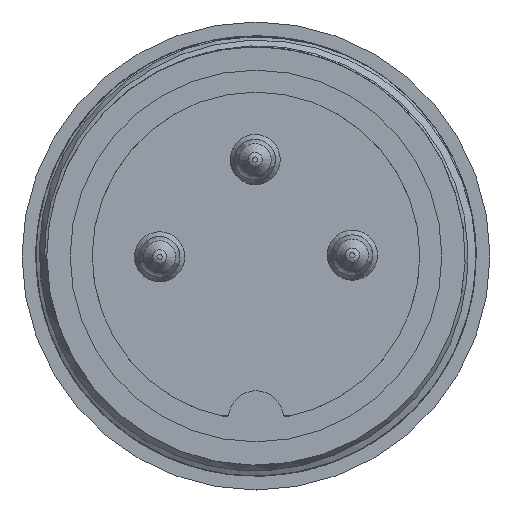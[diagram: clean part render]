
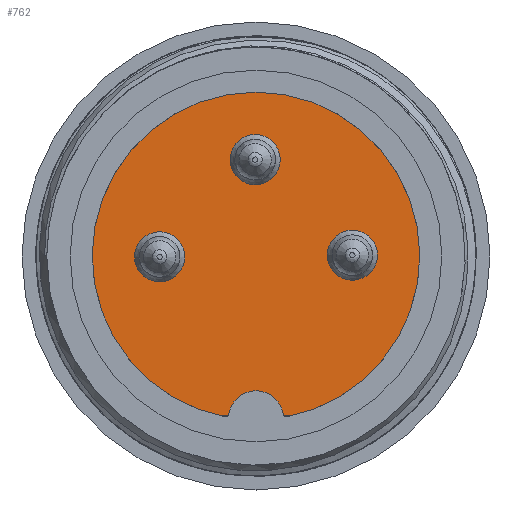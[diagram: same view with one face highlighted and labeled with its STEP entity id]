
A CAD part, front view. The second image highlights one B-rep face of the part: STEP entity #762.
In plain terms, the highlighted planar face has unit normal (0, -1, 0).
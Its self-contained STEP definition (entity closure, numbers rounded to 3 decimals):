
#586=PLANE('',#2669);
#762=ADVANCED_FACE('',(#1146,#1147,#1148,#1149),#586,.T.);
#901=LINE('',#4364,#1004);
#907=LINE('',#4377,#1010);
#914=LINE('',#4403,#1017);
#915=LINE('',#4407,#1018);
#916=LINE('',#4411,#1019);
#917=LINE('',#4415,#1020);
#918=LINE('',#4419,#1021);
#1004=VECTOR('',#3009,1.);
#1010=VECTOR('',#3021,1.);
#1017=VECTOR('',#3050,1.);
#1018=VECTOR('',#3055,1.);
#1019=VECTOR('',#3058,1.);
#1020=VECTOR('',#3061,1.);
#1021=VECTOR('',#3064,1.);
#1146=FACE_BOUND('',#1291,.T.);
#1147=FACE_BOUND('',#1292,.T.);
#1148=FACE_BOUND('',#1293,.T.);
#1149=FACE_BOUND('',#1294,.T.);
#1291=EDGE_LOOP('',(#1601,#1602,#1603,#1604,#1605,#1606,#1607,#1608,#1609,
#1610,#1611,#1612));
#1292=EDGE_LOOP('',(#1613));
#1293=EDGE_LOOP('',(#1614));
#1294=EDGE_LOOP('',(#1615));
#1601=ORIENTED_EDGE('',*,*,#2260,.T.);
#1602=ORIENTED_EDGE('',*,*,#2261,.T.);
#1603=ORIENTED_EDGE('',*,*,#2262,.F.);
#1604=ORIENTED_EDGE('',*,*,#2263,.T.);
#1605=ORIENTED_EDGE('',*,*,#2264,.T.);
#1606=ORIENTED_EDGE('',*,*,#2265,.T.);
#1607=ORIENTED_EDGE('',*,*,#2266,.F.);
#1608=ORIENTED_EDGE('',*,*,#2267,.T.);
#1609=ORIENTED_EDGE('',*,*,#2268,.T.);
#1610=ORIENTED_EDGE('',*,*,#2246,.F.);
#1611=ORIENTED_EDGE('',*,*,#2239,.F.);
#1612=ORIENTED_EDGE('',*,*,#2259,.F.);
#1613=ORIENTED_EDGE('',*,*,#2269,.T.);
#1614=ORIENTED_EDGE('',*,*,#2270,.T.);
#1615=ORIENTED_EDGE('',*,*,#2271,.T.);
#2021=VERTEX_POINT('',#4363);
#2022=VERTEX_POINT('',#4365);
#2026=VERTEX_POINT('',#4378);
#2033=VERTEX_POINT('',#4402);
#2034=VERTEX_POINT('',#4406);
#2035=VERTEX_POINT('',#4408);
#2036=VERTEX_POINT('',#4410);
#2037=VERTEX_POINT('',#4412);
#2038=VERTEX_POINT('',#4414);
#2039=VERTEX_POINT('',#4416);
#2040=VERTEX_POINT('',#4418);
#2041=VERTEX_POINT('',#4420);
#2042=VERTEX_POINT('',#4423);
#2043=VERTEX_POINT('',#4425);
#2044=VERTEX_POINT('',#4427);
#2239=EDGE_CURVE('',#2021,#2022,#901,.T.);
#2246=EDGE_CURVE('',#2022,#2026,#907,.T.);
#2259=EDGE_CURVE('',#2033,#2021,#914,.T.);
#2260=EDGE_CURVE('',#2033,#2034,#2479,.T.);
#2261=EDGE_CURVE('',#2034,#2035,#915,.T.);
#2262=EDGE_CURVE('',#2036,#2035,#2480,.T.);
#2263=EDGE_CURVE('',#2036,#2037,#916,.T.);
#2264=EDGE_CURVE('',#2037,#2038,#2481,.T.);
#2265=EDGE_CURVE('',#2038,#2039,#917,.T.);
#2266=EDGE_CURVE('',#2040,#2039,#2482,.T.);
#2267=EDGE_CURVE('',#2040,#2041,#918,.T.);
#2268=EDGE_CURVE('',#2041,#2026,#2483,.T.);
#2269=EDGE_CURVE('',#2042,#2042,#2484,.T.);
#2270=EDGE_CURVE('',#2043,#2043,#2485,.T.);
#2271=EDGE_CURVE('',#2044,#2044,#2486,.T.);
#2479=CIRCLE('',#2661,5.95);
#2480=CIRCLE('',#2662,6.5);
#2481=CIRCLE('',#2663,6.75);
#2482=CIRCLE('',#2664,6.5);
#2483=CIRCLE('',#2665,5.95);
#2484=CIRCLE('',#2666,0.91);
#2485=CIRCLE('',#2667,0.91);
#2486=CIRCLE('',#2668,0.91);
#2661=AXIS2_PLACEMENT_3D('',#4405,#3053,#3054);
#2662=AXIS2_PLACEMENT_3D('',#4409,#3056,#3057);
#2663=AXIS2_PLACEMENT_3D('',#4413,#3059,#3060);
#2664=AXIS2_PLACEMENT_3D('',#4417,#3062,#3063);
#2665=AXIS2_PLACEMENT_3D('',#4421,#3065,#3066);
#2666=AXIS2_PLACEMENT_3D('',#4422,#3067,#3068);
#2667=AXIS2_PLACEMENT_3D('',#4424,#3069,#3070);
#2668=AXIS2_PLACEMENT_3D('',#4426,#3071,#3072);
#2669=AXIS2_PLACEMENT_3D('',#4428,#3073,#3074);
#3009=DIRECTION('',(-1.,0.,0.));
#3021=DIRECTION('',(0.,0.,-1.));
#3050=DIRECTION('',(0.,0.,1.));
#3053=DIRECTION('',(0.,-1.,0.));
#3054=DIRECTION('',(0.202,0.,-0.979));
#3055=DIRECTION('',(1.,0.,0.));
#3056=DIRECTION('',(0.,1.,0.));
#3057=DIRECTION('',(-0.184,0.,-0.983));
#3058=DIRECTION('',(0.,0.,1.));
#3059=DIRECTION('',(0.,-1.,0.));
#3060=DIRECTION('',(1.,0.,0.));
#3061=DIRECTION('',(0.,0.,-1.));
#3062=DIRECTION('',(0.,1.,0.));
#3063=DIRECTION('',(-0.184,0.,-0.983));
#3064=DIRECTION('',(1.,0.,0.));
#3065=DIRECTION('',(0.,-1.,0.));
#3066=DIRECTION('',(-1.,0.,0.));
#3067=DIRECTION('',(0.,1.,0.));
#3068=DIRECTION('',(1.,0.,0.));
#3069=DIRECTION('',(0.,1.,0.));
#3070=DIRECTION('',(1.,0.,0.));
#3071=DIRECTION('',(0.,1.,0.));
#3072=DIRECTION('',(1.,0.,0.));
#3073=DIRECTION('',(0.,-1.,0.));
#3074=DIRECTION('',(-0.009,0.,1.));
#4363=CARTESIAN_POINT('',(-12.137,-5.218,1.566));
#4364=CARTESIAN_POINT('',(-6.126,-5.218,1.566));
#4365=CARTESIAN_POINT('',(-14.537,-5.218,1.566));
#4377=CARTESIAN_POINT('',(-14.537,-5.218,0.278));
#4378=CARTESIAN_POINT('',(-14.537,-5.218,1.539));
#4402=CARTESIAN_POINT('',(-12.137,-5.218,1.539));
#4403=CARTESIAN_POINT('',(-12.137,-5.218,0.278));
#4405=CARTESIAN_POINT('',(-13.337,-5.218,7.366));
#4406=CARTESIAN_POINT('',(-7.387,-5.218,7.366));
#4407=CARTESIAN_POINT('',(-7.387,-5.218,7.366));
#4408=CARTESIAN_POINT('',(-6.837,-5.218,7.366));
#4409=CARTESIAN_POINT('',(-13.337,-5.218,7.366));
#4410=CARTESIAN_POINT('',(-11.787,-5.218,13.679));
#4411=CARTESIAN_POINT('',(-11.787,-5.218,0.278));
#4412=CARTESIAN_POINT('',(-11.787,-5.218,13.936));
#4413=CARTESIAN_POINT('',(-13.337,-5.218,7.366));
#4414=CARTESIAN_POINT('',(-14.887,-5.218,13.936));
#4415=CARTESIAN_POINT('',(-14.887,-5.218,0.278));
#4416=CARTESIAN_POINT('',(-14.887,-5.218,13.679));
#4417=CARTESIAN_POINT('',(-13.337,-5.218,7.366));
#4418=CARTESIAN_POINT('',(-19.837,-5.218,7.366));
#4419=CARTESIAN_POINT('',(-20.287,-5.218,7.366));
#4420=CARTESIAN_POINT('',(-19.287,-5.218,7.366));
#4421=CARTESIAN_POINT('',(-13.337,-5.218,7.366));
#4422=CARTESIAN_POINT('',(-9.837,-5.218,7.397));
#4423=CARTESIAN_POINT('',(-8.927,-5.218,7.397));
#4424=CARTESIAN_POINT('',(-13.367,-5.218,10.866));
#4425=CARTESIAN_POINT('',(-12.457,-5.218,10.866));
#4426=CARTESIAN_POINT('',(-16.837,-5.218,7.336));
#4427=CARTESIAN_POINT('',(-15.927,-5.218,7.336));
#4428=CARTESIAN_POINT('',(-6.126,-5.218,0.278));
